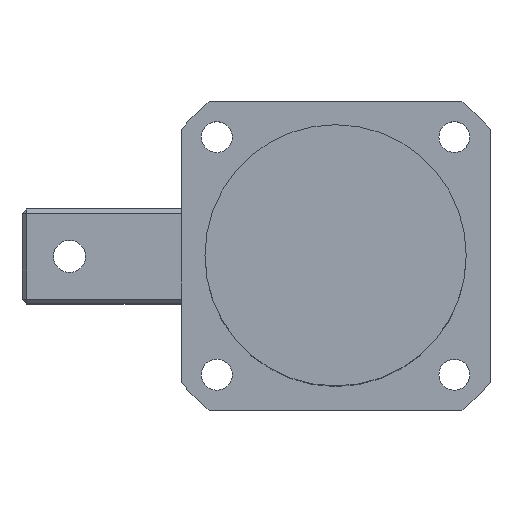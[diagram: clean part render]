
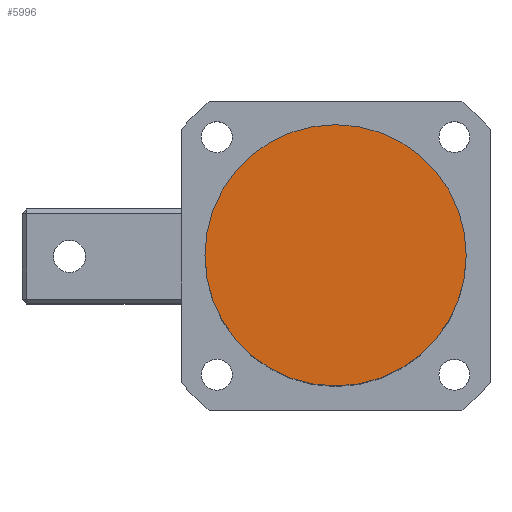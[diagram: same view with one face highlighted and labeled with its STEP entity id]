
A CAD part, top view. The second image highlights one B-rep face of the part: STEP entity #5996.
In plain terms, the highlighted planar face has unit normal (0, 0, 1).
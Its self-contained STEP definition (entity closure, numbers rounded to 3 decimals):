
#358 = FACE_OUTER_BOUND ( 'NONE', #4570, .T. ) ;
#560 = CIRCLE ( 'NONE', #6937, 27.5 ) ;
#951 = CIRCLE ( 'NONE', #7008, 27.5 ) ;
#2035 = CARTESIAN_POINT ( 'NONE',  ( 0., 0., 97.5 ) ) ;
#2037 = PLANE ( 'NONE',  #6889 ) ;
#2038 = DIRECTION ( 'NONE',  ( 0., 0., 1. ) ) ;
#2039 = DIRECTION ( 'NONE',  ( 1., 0., 0. ) ) ;
#2474 = CARTESIAN_POINT ( 'NONE',  ( 0., 0., 97.5 ) ) ;
#2475 = DIRECTION ( 'NONE',  ( 0., 0., 1. ) ) ;
#2476 = DIRECTION ( 'NONE',  ( 1., 0., 0. ) ) ;
#3898 = ORIENTED_EDGE ( 'NONE', *, *, #6385, .T. ) ;
#3899 = ORIENTED_EDGE ( 'NONE', *, *, #6132, .T. ) ;
#4570 = EDGE_LOOP ( 'NONE', ( #3898, #3899 ) ) ;
#5154 = VERTEX_POINT ( 'NONE', #7609 ) ;
#5189 = VERTEX_POINT ( 'NONE', #7643 ) ;
#5996 = ADVANCED_FACE ( 'NONE', ( #358 ), #2037, .T. ) ;
#6132 = EDGE_CURVE ( 'NONE', #5154, #5189, #560, .T. ) ;
#6385 = EDGE_CURVE ( 'NONE', #5189, #5154, #951, .T. ) ;
#6889 = AXIS2_PLACEMENT_3D ( 'NONE', #2035, #2038, #2039 ) ;
#6937 = AXIS2_PLACEMENT_3D ( 'NONE', #2474, #2475, #2476 ) ;
#7008 = AXIS2_PLACEMENT_3D ( 'NONE', #8918, #8919, #8920 ) ;
#7609 = CARTESIAN_POINT ( 'NONE',  ( 27.5, 0., 97.5 ) ) ;
#7643 = CARTESIAN_POINT ( 'NONE',  ( -27.5, 0., 97.5 ) ) ;
#8918 = CARTESIAN_POINT ( 'NONE',  ( 0., 0., 97.5 ) ) ;
#8919 = DIRECTION ( 'NONE',  ( 0., 0., 1. ) ) ;
#8920 = DIRECTION ( 'NONE',  ( 1., 0., 0. ) ) ;
